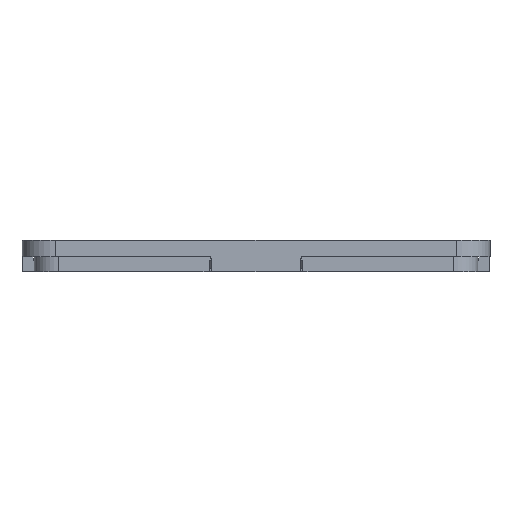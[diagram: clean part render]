
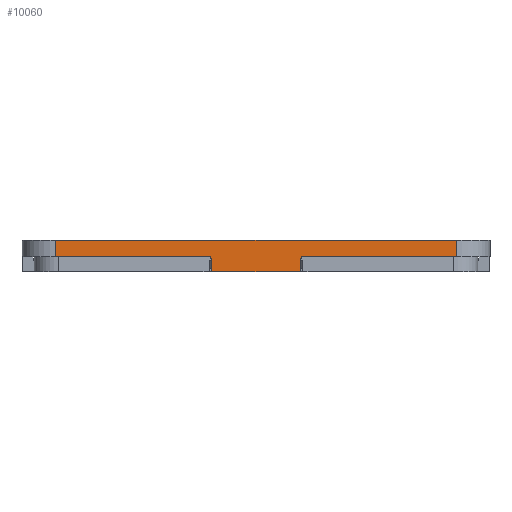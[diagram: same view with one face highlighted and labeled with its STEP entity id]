
A CAD part, left-side view. The second image highlights one B-rep face of the part: STEP entity #10060.
In plain terms, the highlighted planar face has unit normal (-1, 0, 0).
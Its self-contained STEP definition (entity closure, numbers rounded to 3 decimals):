
#1581 = CARTESIAN_POINT ( 'NONE',  ( -62.25, 53.25, 0. ) ) ;
#1582 = DIRECTION ( 'NONE',  ( 0., -1., 0. ) ) ;
#1583 = VECTOR ( 'NONE', #1582, 1000. ) ;
#1584 = CARTESIAN_POINT ( 'NONE',  ( -62.25, -53.25, 0. ) ) ;
#1585 = LINE ( 'NONE', #1584, #1583 ) ;
#1605 = CARTESIAN_POINT ( 'NONE',  ( -62.25, -12., 0. ) ) ;
#1606 = DIRECTION ( 'NONE',  ( 0., -1., 0. ) ) ;
#1607 = VECTOR ( 'NONE', #1606, 1000. ) ;
#1608 = CARTESIAN_POINT ( 'NONE',  ( -62.25, -53.25, 0. ) ) ;
#1609 = LINE ( 'NONE', #1608, #1607 ) ;
#1610 = CARTESIAN_POINT ( 'NONE',  ( -62.25, -53.25, 0. ) ) ;
#1739 = CARTESIAN_POINT ( 'NONE',  ( -62.25, 12., 0. ) ) ;
#3389 = CARTESIAN_POINT ( 'NONE',  ( -62.25, -53.25, 4.5 ) ) ;
#3391 = DIRECTION ( 'NONE',  ( 0., -1., 0. ) ) ;
#3392 = VECTOR ( 'NONE', #3391, 1000. ) ;
#3393 = CARTESIAN_POINT ( 'NONE',  ( -62.25, -53.25, 4.5 ) ) ;
#3394 = LINE ( 'NONE', #3393, #3392 ) ;
#3395 = CARTESIAN_POINT ( 'NONE',  ( -62.25, 53.25, 4.5 ) ) ;
#3546 = LINE ( 'NONE', #3608, #3607 ) ;
#3559 = DIRECTION ( 'NONE',  ( 0., -0.062, -0.998 ) ) ;
#3560 = VECTOR ( 'NONE', #3559, 1000. ) ;
#3561 = CARTESIAN_POINT ( 'NONE',  ( -62.25, 12.026, 0.42 ) ) ;
#3562 = LINE ( 'NONE', #3561, #3560 ) ;
#3563 = DIRECTION ( 'NONE',  ( 0., 0., -1. ) ) ;
#3564 = VECTOR ( 'NONE', #3563, 1000. ) ;
#3565 = CARTESIAN_POINT ( 'NONE',  ( -62.25, -53.25, 4.5 ) ) ;
#3566 = LINE ( 'NONE', #3565, #3564 ) ;
#3567 = DIRECTION ( 'NONE',  ( 0., -0.062, 0.998 ) ) ;
#3568 = VECTOR ( 'NONE', #3567, 1000. ) ;
#3569 = CARTESIAN_POINT ( 'NONE',  ( -62.25, -12.441, 7.051 ) ) ;
#3570 = LINE ( 'NONE', #3569, #3568 ) ;
#3594 = CARTESIAN_POINT ( 'NONE',  ( -62.25, -11.75, -4. ) ) ;
#3595 = CARTESIAN_POINT ( 'NONE',  ( -62.25, 11.75, -4. ) ) ;
#3596 = DIRECTION ( 'NONE',  ( 0., -1., 0. ) ) ;
#3597 = VECTOR ( 'NONE', #3596, 1000. ) ;
#3598 = CARTESIAN_POINT ( 'NONE',  ( -62.25, 12., -4. ) ) ;
#3599 = LINE ( 'NONE', #3598, #3597 ) ;
#3600 = DIRECTION ( 'NONE',  ( 0., 0., -1. ) ) ;
#3601 = DIRECTION ( 'NONE',  ( 1., 0., 0. ) ) ;
#3602 = CARTESIAN_POINT ( 'NONE',  ( -62.25, -53.25, 4.5 ) ) ;
#3603 = AXIS2_PLACEMENT_3D ( 'NONE', #3602, #3601, #3600 ) ;
#3604 = PLANE ( 'NONE',  #3603 ) ;
#3605 = FACE_OUTER_BOUND ( 'NONE', #10061, .T. ) ;
#3606 = DIRECTION ( 'NONE',  ( 0., 0., -1. ) ) ;
#3607 = VECTOR ( 'NONE', #3606, 1000. ) ;
#3608 = CARTESIAN_POINT ( 'NONE',  ( -62.25, 53.25, 4.5 ) ) ;
#8876 = EDGE_CURVE ( 'NONE', #8877, #8961, #1585, .T. ) ;
#8877 = VERTEX_POINT ( 'NONE', #1581 ) ;
#8895 = VERTEX_POINT ( 'NONE', #1610 ) ;
#8897 = EDGE_CURVE ( 'NONE', #8898, #8895, #1609, .T. ) ;
#8898 = VERTEX_POINT ( 'NONE', #1605 ) ;
#8961 = VERTEX_POINT ( 'NONE', #1739 ) ;
#9857 = VERTEX_POINT ( 'NONE', #3395 ) ;
#9859 = EDGE_CURVE ( 'NONE', #9857, #9860, #3394, .T. ) ;
#9860 = VERTEX_POINT ( 'NONE', #3389 ) ;
#10041 = ORIENTED_EDGE ( 'NONE', *, *, #10042, .T. ) ;
#10042 = EDGE_CURVE ( 'NONE', #10065, #8898, #3570, .T. ) ;
#10043 = ORIENTED_EDGE ( 'NONE', *, *, #8897, .T. ) ;
#10044 = ORIENTED_EDGE ( 'NONE', *, *, #10045, .F. ) ;
#10045 = EDGE_CURVE ( 'NONE', #9860, #8895, #3566, .T. ) ;
#10046 = ORIENTED_EDGE ( 'NONE', *, *, #9859, .F. ) ;
#10047 = ORIENTED_EDGE ( 'NONE', *, *, #10057, .T. ) ;
#10048 = ORIENTED_EDGE ( 'NONE', *, *, #8876, .T. ) ;
#10049 = ORIENTED_EDGE ( 'NONE', *, *, #10050, .T. ) ;
#10050 = EDGE_CURVE ( 'NONE', #8961, #10064, #3562, .T. ) ;
#10057 = EDGE_CURVE ( 'NONE', #9857, #8877, #3546, .T. ) ;
#10060 = ADVANCED_FACE ( 'NONE', ( #3605 ), #3604, .F. ) ;
#10061 = EDGE_LOOP ( 'NONE', ( #10062, #10041, #10043, #10044, #10046, #10047, #10048, #10049 ) ) ;
#10062 = ORIENTED_EDGE ( 'NONE', *, *, #10063, .T. ) ;
#10063 = EDGE_CURVE ( 'NONE', #10064, #10065, #3599, .T. ) ;
#10064 = VERTEX_POINT ( 'NONE', #3595 ) ;
#10065 = VERTEX_POINT ( 'NONE', #3594 ) ;
